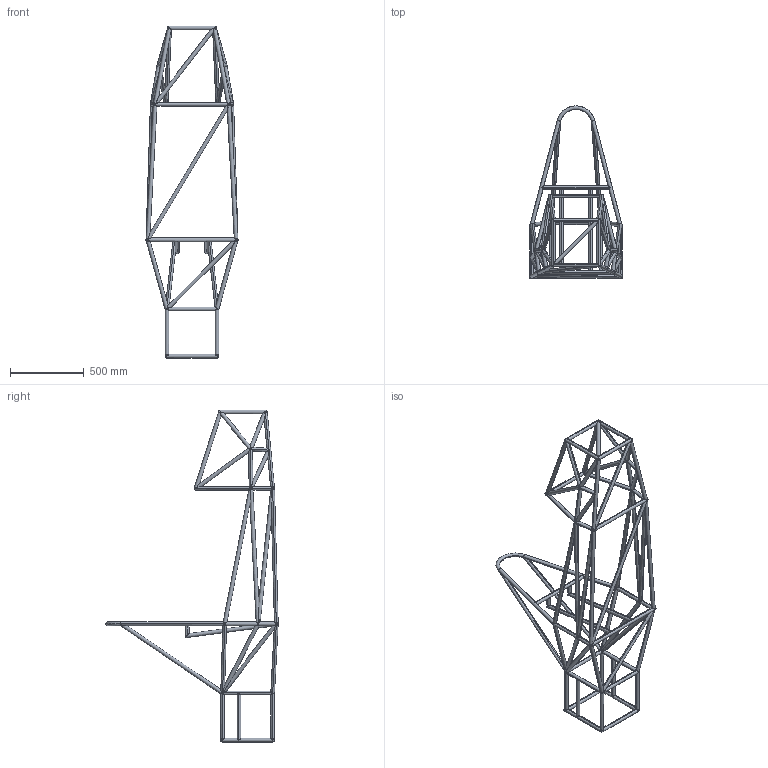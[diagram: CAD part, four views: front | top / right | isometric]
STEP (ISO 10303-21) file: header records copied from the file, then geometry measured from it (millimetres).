
FILE_DESCRIPTION (( 'STEP AP214' ), '1' );
FILE_NAME ('chassis_draft_final_corrected_v3_5.3_new.STEP', '2022-12-29T05:57:17', ( '' ), ( '' ), 'SwSTEP 2.0', 'SolidWorks 2022', '' );
FILE_SCHEMA (( 'AUTOMOTIVE_DESIGN' ));
Length unit declared in the file: millimetre
Products named in the file (1): chassis_draft_final_corrected_v3_5.3_new
Bounding box: 625.4 x 1170.72 x 2255.42 mm (x, y, z)
Volume: 4385748 mm3; surface area: 4850568.7 mm2
Topology: 1 solids, 32 shells, 529 faces, 1664 edges, 1097 vertices
Faces by surface type: cylinder 517, torus 6, plane 6
Entity records: 26386 total; most frequent: CARTESIAN_POINT 15016, ORIENTED_EDGE 3328, EDGE_CURVE 1664, DIRECTION 1443, VERTEX_POINT 1097, AXIS2_PLACEMENT_3D 545, EDGE_LOOP 529, ADVANCED_FACE 529
